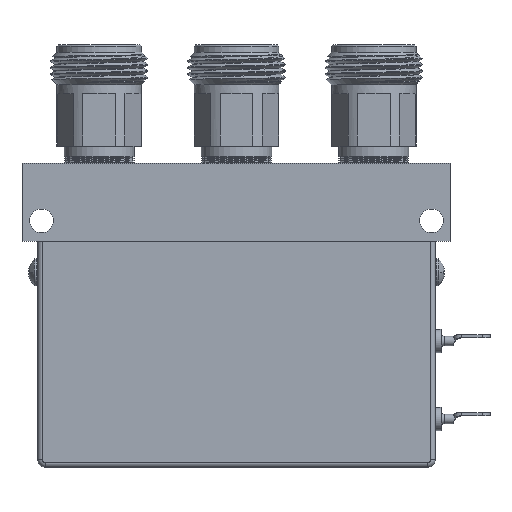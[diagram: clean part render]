
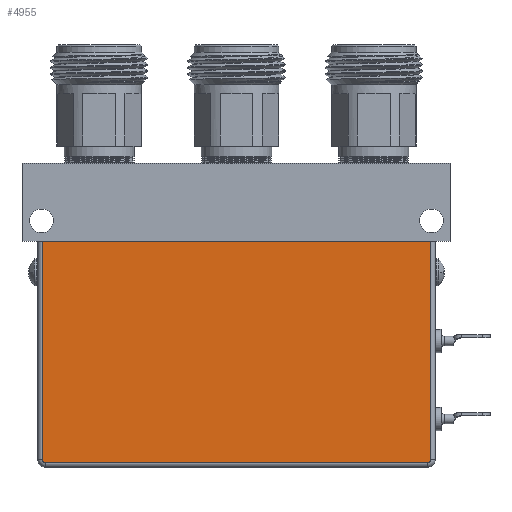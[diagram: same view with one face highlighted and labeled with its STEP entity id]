
A CAD part, front view. The second image highlights one B-rep face of the part: STEP entity #4955.
In plain terms, the highlighted planar face has unit normal (0, -1, 0).
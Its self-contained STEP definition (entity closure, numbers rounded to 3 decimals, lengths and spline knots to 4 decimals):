
#553 = DIRECTION ( 'NONE',  ( 1., 0., 0. ) ) ;
#1015 = FACE_OUTER_BOUND ( 'NONE', #45461, .T. ) ;
#2963 = EDGE_CURVE ( 'NONE', #37313, #11434, #21905, .T. ) ;
#4955 = ADVANCED_FACE ( 'NONE', ( #1015 ), #51509, .T. ) ;
#8403 = ORIENTED_EDGE ( 'NONE', *, *, #2963, .T. ) ;
#9489 = DIRECTION ( 'NONE',  ( 1., 0., 0. ) ) ;
#9684 = EDGE_CURVE ( 'NONE', #37313, #34186, #24495, .T. ) ;
#10748 = AXIS2_PLACEMENT_3D ( 'NONE', #51303, #22929, #13843 ) ;
#11120 = DIRECTION ( 'NONE',  ( 0., 0., -1. ) ) ;
#11434 = VERTEX_POINT ( 'NONE', #23834 ) ;
#13843 = DIRECTION ( 'NONE',  ( 0., 0., -1. ) ) ;
#13964 = CARTESIAN_POINT ( 'NONE',  ( 1.225, -0.45, -0.925 ) ) ;
#14862 = CARTESIAN_POINT ( 'NONE',  ( 1.225, -0.45, -0.945 ) ) ;
#15075 = CARTESIAN_POINT ( 'NONE',  ( -1.225, -0.45, -0.945 ) ) ;
#18933 = DIRECTION ( 'NONE',  ( 0., 0., -1. ) ) ;
#19160 = ORIENTED_EDGE ( 'NONE', *, *, #43478, .T. ) ;
#19539 = DIRECTION ( 'NONE',  ( 0., -1., 0. ) ) ;
#20393 = EDGE_CURVE ( 'NONE', #46041, #35440, #35082, .T. ) ;
#21667 = CARTESIAN_POINT ( 'NONE',  ( 1.245, -0.45, 0.475 ) ) ;
#21756 = AXIS2_PLACEMENT_3D ( 'NONE', #13964, #19539, #18933 ) ;
#21905 = LINE ( 'NONE', #49396, #41879 ) ;
#22582 = CIRCLE ( 'NONE', #24174, 0.02 ) ;
#22929 = DIRECTION ( 'NONE',  ( 0., -1., 0. ) ) ;
#23834 = CARTESIAN_POINT ( 'NONE',  ( -1.245, -0.45, -0.925 ) ) ;
#24174 = AXIS2_PLACEMENT_3D ( 'NONE', #38570, #55989, #27571 ) ;
#24321 = CARTESIAN_POINT ( 'NONE',  ( 0., -0.45, 0.475 ) ) ;
#24495 = LINE ( 'NONE', #24321, #53402 ) ;
#25442 = ORIENTED_EDGE ( 'NONE', *, *, #20393, .T. ) ;
#25553 = VECTOR ( 'NONE', #53688, 39.3701 ) ;
#26313 = EDGE_CURVE ( 'NONE', #11434, #46041, #22582, .T. ) ;
#27571 = DIRECTION ( 'NONE',  ( 0., 0., -1. ) ) ;
#28270 = ORIENTED_EDGE ( 'NONE', *, *, #26313, .T. ) ;
#34186 = VERTEX_POINT ( 'NONE', #21667 ) ;
#35082 = LINE ( 'NONE', #42722, #58025 ) ;
#35440 = VERTEX_POINT ( 'NONE', #14862 ) ;
#35648 = ORIENTED_EDGE ( 'NONE', *, *, #57653, .T. ) ;
#37313 = VERTEX_POINT ( 'NONE', #47049 ) ;
#38163 = LINE ( 'NONE', #54117, #25553 ) ;
#38570 = CARTESIAN_POINT ( 'NONE',  ( -1.225, -0.45, -0.925 ) ) ;
#40643 = CIRCLE ( 'NONE', #21756, 0.02 ) ;
#41737 = CARTESIAN_POINT ( 'NONE',  ( 1.245, -0.45, -0.925 ) ) ;
#41879 = VECTOR ( 'NONE', #11120, 39.3701 ) ;
#42722 = CARTESIAN_POINT ( 'NONE',  ( 1.225, -0.45, -0.945 ) ) ;
#43478 = EDGE_CURVE ( 'NONE', #58841, #34186, #38163, .T. ) ;
#45461 = EDGE_LOOP ( 'NONE', ( #46978, #8403, #28270, #25442, #35648, #19160 ) ) ;
#46041 = VERTEX_POINT ( 'NONE', #15075 ) ;
#46978 = ORIENTED_EDGE ( 'NONE', *, *, #9684, .F. ) ;
#47049 = CARTESIAN_POINT ( 'NONE',  ( -1.245, -0.45, 0.475 ) ) ;
#49396 = CARTESIAN_POINT ( 'NONE',  ( -1.245, -0.45, -0.925 ) ) ;
#51303 = CARTESIAN_POINT ( 'NONE',  ( 0., -0.45, 0. ) ) ;
#51509 = PLANE ( 'NONE',  #10748 ) ;
#53402 = VECTOR ( 'NONE', #9489, 39.3701 ) ;
#53688 = DIRECTION ( 'NONE',  ( 0., 0., 1. ) ) ;
#54117 = CARTESIAN_POINT ( 'NONE',  ( 1.245, -0.45, 0.475 ) ) ;
#55989 = DIRECTION ( 'NONE',  ( 0., -1., 0. ) ) ;
#57653 = EDGE_CURVE ( 'NONE', #35440, #58841, #40643, .T. ) ;
#58025 = VECTOR ( 'NONE', #553, 39.3701 ) ;
#58841 = VERTEX_POINT ( 'NONE', #41737 ) ;
